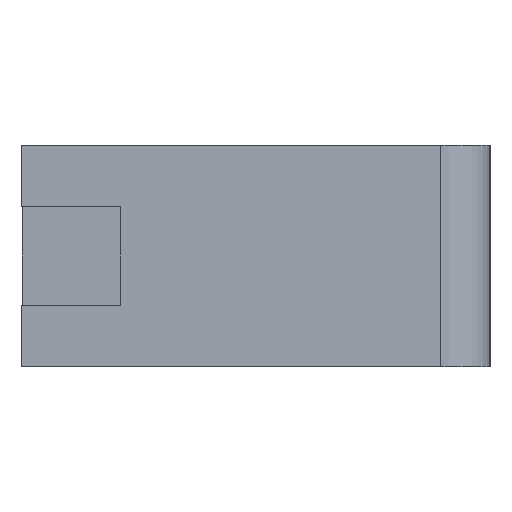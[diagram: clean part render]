
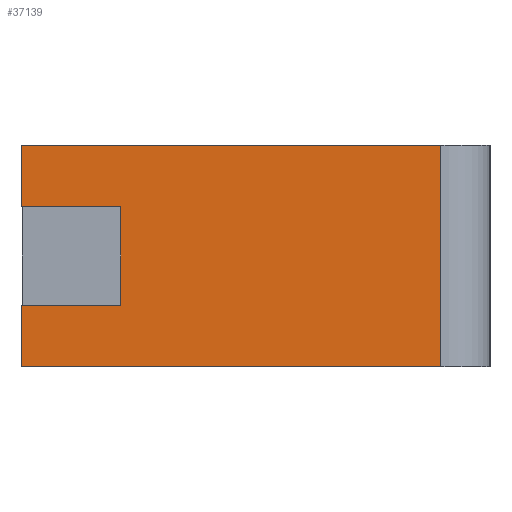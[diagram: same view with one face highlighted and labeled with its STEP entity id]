
A CAD part, left-side view. The second image highlights one B-rep face of the part: STEP entity #37139.
In plain terms, the highlighted planar face has unit normal (-1, 0, 0).
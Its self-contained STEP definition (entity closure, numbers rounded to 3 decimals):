
#276 = VERTEX_POINT ( 'NONE', #9709 ) ;
#776 = CARTESIAN_POINT ( 'NONE',  ( -65., 9.5, 4.5 ) ) ;
#2185 = LINE ( 'NONE', #32901, #12173 ) ;
#2264 = ORIENTED_EDGE ( 'NONE', *, *, #36339, .T. ) ;
#3713 = CARTESIAN_POINT ( 'NONE',  ( -65., 9.5, 4.5 ) ) ;
#3940 = EDGE_CURVE ( 'NONE', #32262, #30272, #4704, .T. ) ;
#3950 = LINE ( 'NONE', #19836, #12567 ) ;
#4437 = ORIENTED_EDGE ( 'NONE', *, *, #26270, .F. ) ;
#4576 = EDGE_CURVE ( 'NONE', #6445, #35084, #14962, .T. ) ;
#4704 = LINE ( 'NONE', #22483, #5121 ) ;
#4879 = DIRECTION ( 'NONE',  ( 0., -1., 0. ) ) ;
#5121 = VECTOR ( 'NONE', #31140, 1000. ) ;
#5691 = VERTEX_POINT ( 'NONE', #13209 ) ;
#5859 = VECTOR ( 'NONE', #23040, 1000. ) ;
#6445 = VERTEX_POINT ( 'NONE', #21976 ) ;
#6769 = CARTESIAN_POINT ( 'NONE',  ( -65., 5.5, -2. ) ) ;
#6835 = EDGE_CURVE ( 'NONE', #5691, #6445, #24683, .T. ) ;
#9265 = DIRECTION ( 'NONE',  ( 0., 0., -1. ) ) ;
#9289 = EDGE_CURVE ( 'NONE', #5691, #32262, #2185, .T. ) ;
#9683 = VERTEX_POINT ( 'NONE', #776 ) ;
#9709 = CARTESIAN_POINT ( 'NONE',  ( -65., 9.5, 2. ) ) ;
#12173 = VECTOR ( 'NONE', #4879, 1000. ) ;
#12349 = LINE ( 'NONE', #25781, #15503 ) ;
#12567 = VECTOR ( 'NONE', #13771, 1000. ) ;
#12902 = ORIENTED_EDGE ( 'NONE', *, *, #6835, .T. ) ;
#13209 = CARTESIAN_POINT ( 'NONE',  ( -65., 9.5, -2. ) ) ;
#13771 = DIRECTION ( 'NONE',  ( 0., -1., 0. ) ) ;
#14962 = LINE ( 'NONE', #33088, #34786 ) ;
#15503 = VECTOR ( 'NONE', #26043, 1000. ) ;
#16071 = ORIENTED_EDGE ( 'NONE', *, *, #32055, .F. ) ;
#16666 = PLANE ( 'NONE',  #31646 ) ;
#17387 = EDGE_LOOP ( 'NONE', ( #23362, #2264, #4437, #26065, #16071, #24581, #35010, #12902 ) ) ;
#18380 = CARTESIAN_POINT ( 'NONE',  ( -65., -7.5, 4.5 ) ) ;
#19524 = CARTESIAN_POINT ( 'NONE',  ( -65., -7.5, -4.5 ) ) ;
#19836 = CARTESIAN_POINT ( 'NONE',  ( -65., -9.5, 4.5 ) ) ;
#20659 = CARTESIAN_POINT ( 'NONE',  ( -65., -7.5, 4.5 ) ) ;
#21907 = DIRECTION ( 'NONE',  ( 0., -1., 0. ) ) ;
#21976 = CARTESIAN_POINT ( 'NONE',  ( -65., 9.5, -4.5 ) ) ;
#22483 = CARTESIAN_POINT ( 'NONE',  ( -65., 5.5, -2. ) ) ;
#23040 = DIRECTION ( 'NONE',  ( 0., 0., 1. ) ) ;
#23362 = ORIENTED_EDGE ( 'NONE', *, *, #4576, .T. ) ;
#24118 = VERTEX_POINT ( 'NONE', #18380 ) ;
#24220 = LINE ( 'NONE', #36246, #34569 ) ;
#24581 = ORIENTED_EDGE ( 'NONE', *, *, #3940, .F. ) ;
#24683 = LINE ( 'NONE', #3713, #31424 ) ;
#24973 = CARTESIAN_POINT ( 'NONE',  ( -65., -9.5, 4.5 ) ) ;
#25638 = EDGE_CURVE ( 'NONE', #9683, #276, #12349, .T. ) ;
#25781 = CARTESIAN_POINT ( 'NONE',  ( -65., 9.5, 4.5 ) ) ;
#26043 = DIRECTION ( 'NONE',  ( 0., 0., -1. ) ) ;
#26065 = ORIENTED_EDGE ( 'NONE', *, *, #25638, .T. ) ;
#26270 = EDGE_CURVE ( 'NONE', #9683, #24118, #3950, .T. ) ;
#27914 = FACE_OUTER_BOUND ( 'NONE', #17387, .T. ) ;
#30272 = VERTEX_POINT ( 'NONE', #34378 ) ;
#30579 = DIRECTION ( 'NONE',  ( 0., 1., 0. ) ) ;
#31140 = DIRECTION ( 'NONE',  ( 0., 0., 1. ) ) ;
#31247 = DIRECTION ( 'NONE',  ( 0., 0., -1. ) ) ;
#31424 = VECTOR ( 'NONE', #9265, 1000. ) ;
#31646 = AXIS2_PLACEMENT_3D ( 'NONE', #24973, #36810, #31247 ) ;
#32055 = EDGE_CURVE ( 'NONE', #30272, #276, #24220, .T. ) ;
#32262 = VERTEX_POINT ( 'NONE', #6769 ) ;
#32901 = CARTESIAN_POINT ( 'NONE',  ( -65., 9.5, -2. ) ) ;
#33088 = CARTESIAN_POINT ( 'NONE',  ( -65., -9.5, -4.5 ) ) ;
#34378 = CARTESIAN_POINT ( 'NONE',  ( -65., 5.5, 2. ) ) ;
#34569 = VECTOR ( 'NONE', #30579, 1000. ) ;
#34786 = VECTOR ( 'NONE', #21907, 1000. ) ;
#35010 = ORIENTED_EDGE ( 'NONE', *, *, #9289, .F. ) ;
#35084 = VERTEX_POINT ( 'NONE', #19524 ) ;
#36152 = LINE ( 'NONE', #20659, #5859 ) ;
#36246 = CARTESIAN_POINT ( 'NONE',  ( -65., 9.5, 2. ) ) ;
#36339 = EDGE_CURVE ( 'NONE', #35084, #24118, #36152, .T. ) ;
#36810 = DIRECTION ( 'NONE',  ( 1., 0., 0. ) ) ;
#37139 = ADVANCED_FACE ( 'NONE', ( #27914 ), #16666, .F. ) ;
